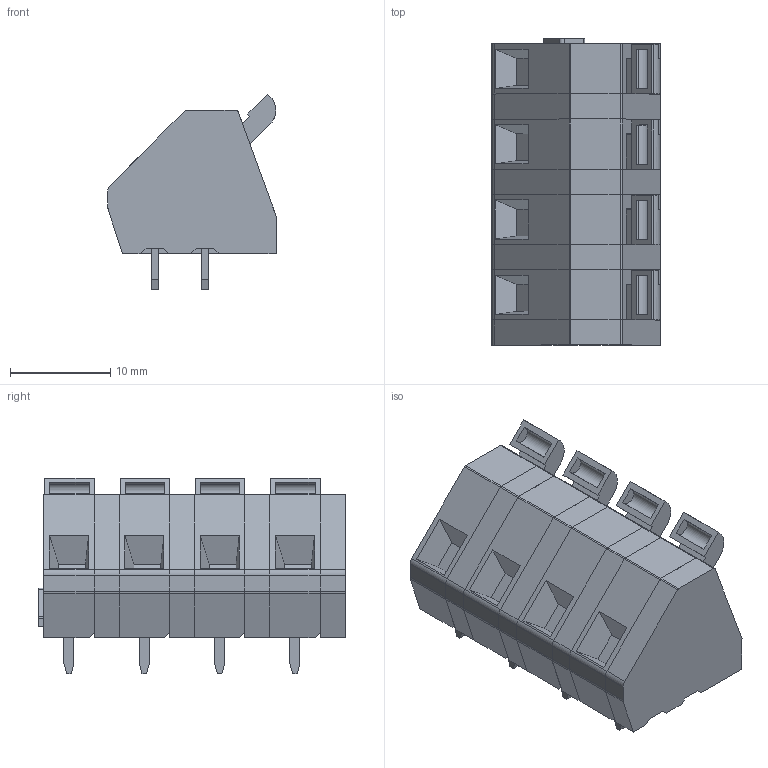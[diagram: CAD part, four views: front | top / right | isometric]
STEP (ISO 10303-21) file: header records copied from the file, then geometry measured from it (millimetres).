
FILE_DESCRIPTION(('STEP AP214'),'1');
FILE_NAME('MG104-7.5-P.stp','2024-01-26T09:24:53',(' '),(' '),'Spatial InterOp 3D',' ',' ');
FILE_SCHEMA(('AUTOMOTIVE_DESIGN { 1 0 10303 214 1 1 1 1 }'));
Length unit declared in the file: metre
Products named in the file (8): 1706194205; 1706194078; 1706191752; 1706263023; 1706263290; 1706263844; 1706264111; 1706264665
Bounding box: 16.75 x 30.5 x 19.49 mm (x, y, z)
Volume: 5311.6 mm3; surface area: 5999.1 mm2
Topology: 8 solids, 8 shells, 952 faces, 2463 edges, 1624 vertices
Faces by surface type: plane 657, cylinder 172, torus 78, cone 45
Entity records: 35678 total; most frequent: CARTESIAN_POINT 4844, DIRECTION 4736, ORIENTED_EDGE 4600, EDGE_CURVE 2300, LINE 1784, VECTOR 1784, VERTEX_POINT 1584, AXIS2_PLACEMENT_3D 1476
